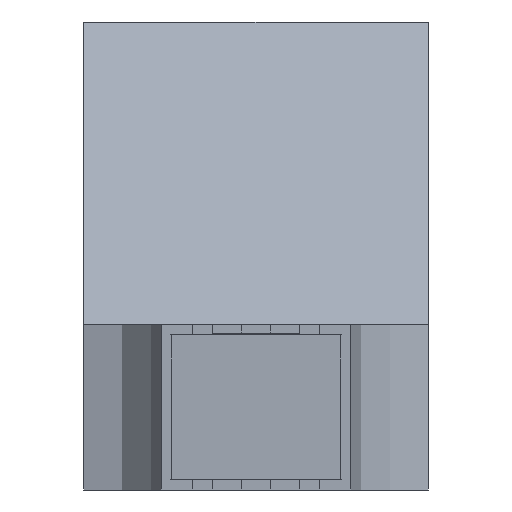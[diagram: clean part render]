
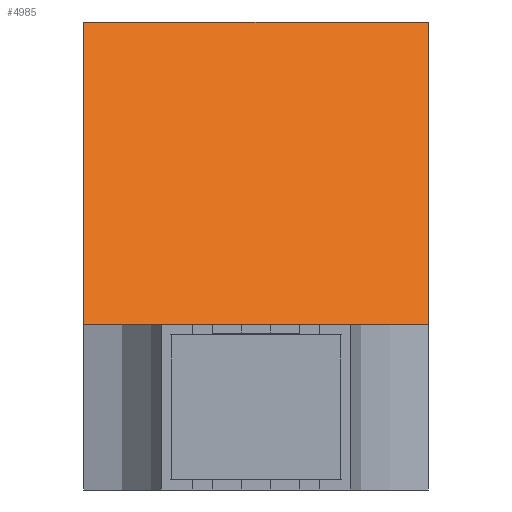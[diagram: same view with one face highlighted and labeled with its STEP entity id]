
A CAD part, left-side view. The second image highlights one B-rep face of the part: STEP entity #4985.
In plain terms, the highlighted cylindrical face has radius 1.001 mm (diameter 2.002 mm), a partial arc.
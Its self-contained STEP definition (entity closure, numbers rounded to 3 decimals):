
#129=CIRCLE('',#6643,1.001);
#130=CIRCLE('',#6644,1.001);
#160=CYLINDRICAL_SURFACE('',#6642,1.001);
#1475=ORIENTED_EDGE('',*,*,#2141,.T.);
#1476=ORIENTED_EDGE('',*,*,#2142,.F.);
#1477=ORIENTED_EDGE('',*,*,#2143,.F.);
#1478=ORIENTED_EDGE('',*,*,#2144,.T.);
#2141=EDGE_CURVE('',#2600,#2601,#129,.T.);
#2142=EDGE_CURVE('',#2602,#2601,#3173,.T.);
#2143=EDGE_CURVE('',#2603,#2602,#130,.T.);
#2144=EDGE_CURVE('',#2603,#2600,#3174,.T.);
#2600=VERTEX_POINT('',#10175);
#2601=VERTEX_POINT('',#10176);
#2602=VERTEX_POINT('',#10178);
#2603=VERTEX_POINT('',#10180);
#3173=LINE('',#10177,#3746);
#3174=LINE('',#10181,#3747);
#3746=VECTOR('',#7926,1000.);
#3747=VECTOR('',#7929,1000.);
#4097=EDGE_LOOP('',(#1475,#1476,#1477,#1478));
#4448=FACE_BOUND('',#4097,.T.);
#4985=ADVANCED_FACE('',(#4448),#160,.T.);
#6642=AXIS2_PLACEMENT_3D('',#10173,#7922,#7923);
#6643=AXIS2_PLACEMENT_3D('',#10174,#7924,#7925);
#6644=AXIS2_PLACEMENT_3D('',#10179,#7927,#7928);
#7922=DIRECTION('',(0.,1.,0.));
#7923=DIRECTION('',(0.,0.,1.));
#7924=DIRECTION('',(0.,-1.,0.));
#7925=DIRECTION('',(0.,0.,-1.));
#7926=DIRECTION('',(0.,1.,0.));
#7927=DIRECTION('',(0.,-1.,0.));
#7928=DIRECTION('',(0.,0.,-1.));
#7929=DIRECTION('',(0.,1.,0.));
#10173=CARTESIAN_POINT('',(0.,-0.5,0.499));
#10174=CARTESIAN_POINT('',(0.,0.5,0.499));
#10175=CARTESIAN_POINT('',(1.,0.5,0.45));
#10176=CARTESIAN_POINT('',(-1.,0.5,0.45));
#10177=CARTESIAN_POINT('',(-1.,-0.5,0.45));
#10178=CARTESIAN_POINT('',(-1.,-0.5,0.45));
#10179=CARTESIAN_POINT('',(0.,-0.5,0.499));
#10180=CARTESIAN_POINT('',(1.,-0.5,0.45));
#10181=CARTESIAN_POINT('',(1.,-0.5,0.45));
